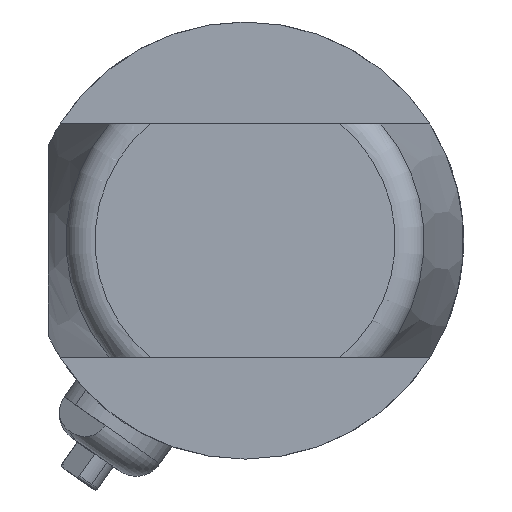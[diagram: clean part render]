
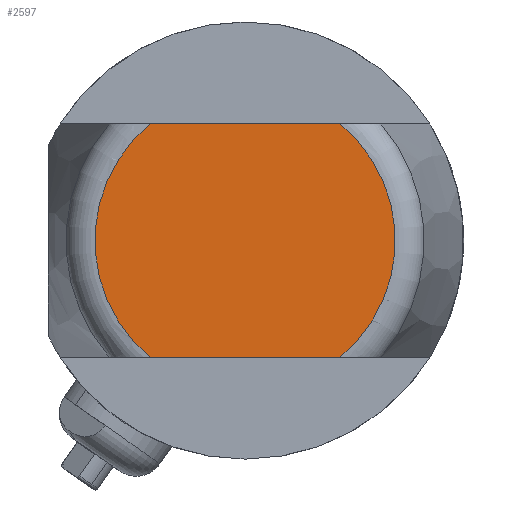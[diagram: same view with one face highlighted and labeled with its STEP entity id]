
A CAD part, left-side view. The second image highlights one B-rep face of the part: STEP entity #2597.
In plain terms, the highlighted planar face has unit normal (-1, 0, 0).
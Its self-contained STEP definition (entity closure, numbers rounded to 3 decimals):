
#261 = LINE ( 'NONE', #23297, #15948 ) ;
#346 = CARTESIAN_POINT ( 'NONE',  ( -43., 6.504, 8. ) ) ;
#522 = ORIENTED_EDGE ( 'NONE', *, *, #13973, .F. ) ;
#2089 = EDGE_CURVE ( 'NONE', #14155, #26769, #18001, .T. ) ;
#2597 = ADVANCED_FACE ( 'NONE', ( #16800 ), #16169, .T. ) ;
#3578 = AXIS2_PLACEMENT_3D ( 'NONE', #4444, #26702, #5864 ) ;
#3988 = AXIS2_PLACEMENT_3D ( 'NONE', #16367, #24732, #14303 ) ;
#3991 = ORIENTED_EDGE ( 'NONE', *, *, #2089, .F. ) ;
#4438 = VERTEX_POINT ( 'NONE', #6102 ) ;
#4444 = CARTESIAN_POINT ( 'NONE',  ( -43., 10.31, 0. ) ) ;
#4462 = VERTEX_POINT ( 'NONE', #346 ) ;
#5564 = VECTOR ( 'NONE', #20294, 1000. ) ;
#5566 = DIRECTION ( 'NONE',  ( 0., 0., -1. ) ) ;
#5864 = DIRECTION ( 'NONE',  ( 0., 0., 1. ) ) ;
#5890 = CARTESIAN_POINT ( 'NONE',  ( -43., -6.504, -8. ) ) ;
#6102 = CARTESIAN_POINT ( 'NONE',  ( -43., 6.504, -8. ) ) ;
#7180 = ORIENTED_EDGE ( 'NONE', *, *, #11943, .F. ) ;
#9308 = EDGE_LOOP ( 'NONE', ( #522, #7180, #15287, #3991 ) ) ;
#11943 = EDGE_CURVE ( 'NONE', #4438, #4462, #25496, .T. ) ;
#13690 = AXIS2_PLACEMENT_3D ( 'NONE', #14223, #18326, #5566 ) ;
#13973 = EDGE_CURVE ( 'NONE', #4462, #14155, #261, .T. ) ;
#14155 = VERTEX_POINT ( 'NONE', #17088 ) ;
#14223 = CARTESIAN_POINT ( 'NONE',  ( -43., 0., 0. ) ) ;
#14303 = DIRECTION ( 'NONE',  ( 0., 0., -1. ) ) ;
#15287 = ORIENTED_EDGE ( 'NONE', *, *, #20309, .F. ) ;
#15497 = LINE ( 'NONE', #24275, #5564 ) ;
#15948 = VECTOR ( 'NONE', #23165, 1000. ) ;
#16169 = PLANE ( 'NONE',  #3578 ) ;
#16367 = CARTESIAN_POINT ( 'NONE',  ( -43., 0., 0. ) ) ;
#16800 = FACE_OUTER_BOUND ( 'NONE', #9308, .T. ) ;
#17088 = CARTESIAN_POINT ( 'NONE',  ( -43., -6.504, 8. ) ) ;
#18001 = CIRCLE ( 'NONE', #3988, 10.31 ) ;
#18326 = DIRECTION ( 'NONE',  ( 1., 0., 0. ) ) ;
#20294 = DIRECTION ( 'NONE',  ( 0., 1., 0. ) ) ;
#20309 = EDGE_CURVE ( 'NONE', #26769, #4438, #15497, .T. ) ;
#23165 = DIRECTION ( 'NONE',  ( 0., -1., 0. ) ) ;
#23297 = CARTESIAN_POINT ( 'NONE',  ( -43., 10.31, 8. ) ) ;
#24275 = CARTESIAN_POINT ( 'NONE',  ( -43., 10.31, -8. ) ) ;
#24732 = DIRECTION ( 'NONE',  ( 1., 0., 0. ) ) ;
#25496 = CIRCLE ( 'NONE', #13690, 10.31 ) ;
#26702 = DIRECTION ( 'NONE',  ( -1., 0., 0. ) ) ;
#26769 = VERTEX_POINT ( 'NONE', #5890 ) ;
